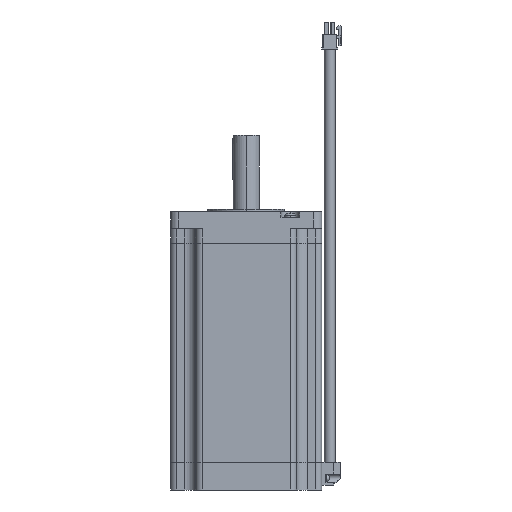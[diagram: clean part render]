
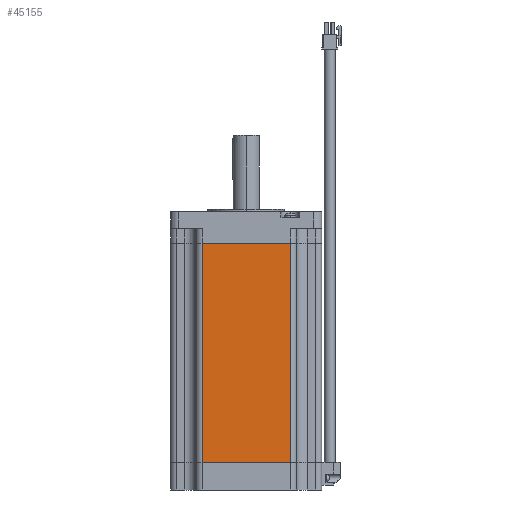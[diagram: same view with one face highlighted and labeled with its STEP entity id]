
A CAD part, left-side view. The second image highlights one B-rep face of the part: STEP entity #45155.
In plain terms, the highlighted planar face has unit normal (-1, 0, 0).
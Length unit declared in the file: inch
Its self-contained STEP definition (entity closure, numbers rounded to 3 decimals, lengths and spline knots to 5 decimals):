
#241 = DIRECTION ( 'NONE',  ( -1., 0., 0. ) ) ;
#545 = LINE ( 'NONE', #37209, #40759 ) ;
#685 = CARTESIAN_POINT ( 'NONE',  ( -2.15945, -1.25984, -7.16535 ) ) ;
#2959 = LINE ( 'NONE', #36585, #7609 ) ;
#3417 = DIRECTION ( 'NONE',  ( 0., 0., 1. ) ) ;
#6093 = LINE ( 'NONE', #31681, #38400 ) ;
#7609 = VECTOR ( 'NONE', #40936, 39.37008 ) ;
#9010 = FACE_OUTER_BOUND ( 'NONE', #23693, .T. ) ;
#10478 = LINE ( 'NONE', #11733, #34971 ) ;
#10698 = EDGE_CURVE ( 'NONE', #17685, #22426, #2959, .T. ) ;
#11733 = CARTESIAN_POINT ( 'NONE',  ( -2.15945, 1.25984, -7.16535 ) ) ;
#12048 = CARTESIAN_POINT ( 'NONE',  ( -2.15945, 1.25984, -7.16535 ) ) ;
#12530 = ORIENTED_EDGE ( 'NONE', *, *, #10698, .F. ) ;
#14554 = EDGE_CURVE ( 'NONE', #17685, #41043, #6093, .T. ) ;
#17685 = VERTEX_POINT ( 'NONE', #685 ) ;
#22426 = VERTEX_POINT ( 'NONE', #12048 ) ;
#23693 = EDGE_LOOP ( 'NONE', ( #35419, #48487, #47368, #12530 ) ) ;
#24324 = DIRECTION ( 'NONE',  ( 0., 1., 0. ) ) ;
#25384 = CARTESIAN_POINT ( 'NONE',  ( -2.15945, 1.25984, -7.16535 ) ) ;
#25563 = AXIS2_PLACEMENT_3D ( 'NONE', #25384, #241, #37688 ) ;
#27106 = DIRECTION ( 'NONE',  ( 0., 0., 1. ) ) ;
#29936 = PLANE ( 'NONE',  #25563 ) ;
#31681 = CARTESIAN_POINT ( 'NONE',  ( -2.15945, -1.25984, -7.16535 ) ) ;
#34971 = VECTOR ( 'NONE', #3417, 39.37008 ) ;
#35159 = CARTESIAN_POINT ( 'NONE',  ( -2.15945, -1.25984, -0.90551 ) ) ;
#35419 = ORIENTED_EDGE ( 'NONE', *, *, #14554, .T. ) ;
#36585 = CARTESIAN_POINT ( 'NONE',  ( -2.15945, -1.75197, -7.16535 ) ) ;
#37209 = CARTESIAN_POINT ( 'NONE',  ( -2.15945, -1.75197, -0.90551 ) ) ;
#37688 = DIRECTION ( 'NONE',  ( 0., 0., 1. ) ) ;
#38400 = VECTOR ( 'NONE', #27106, 39.37008 ) ;
#40051 = VERTEX_POINT ( 'NONE', #54405 ) ;
#40759 = VECTOR ( 'NONE', #24324, 39.37008 ) ;
#40936 = DIRECTION ( 'NONE',  ( 0., 1., 0. ) ) ;
#41043 = VERTEX_POINT ( 'NONE', #35159 ) ;
#42370 = EDGE_CURVE ( 'NONE', #22426, #40051, #10478, .T. ) ;
#44733 = EDGE_CURVE ( 'NONE', #41043, #40051, #545, .T. ) ;
#45155 = ADVANCED_FACE ( 'NONE', ( #9010 ), #29936, .T. ) ;
#47368 = ORIENTED_EDGE ( 'NONE', *, *, #42370, .F. ) ;
#48487 = ORIENTED_EDGE ( 'NONE', *, *, #44733, .T. ) ;
#54405 = CARTESIAN_POINT ( 'NONE',  ( -2.15945, 1.25984, -0.90551 ) ) ;
